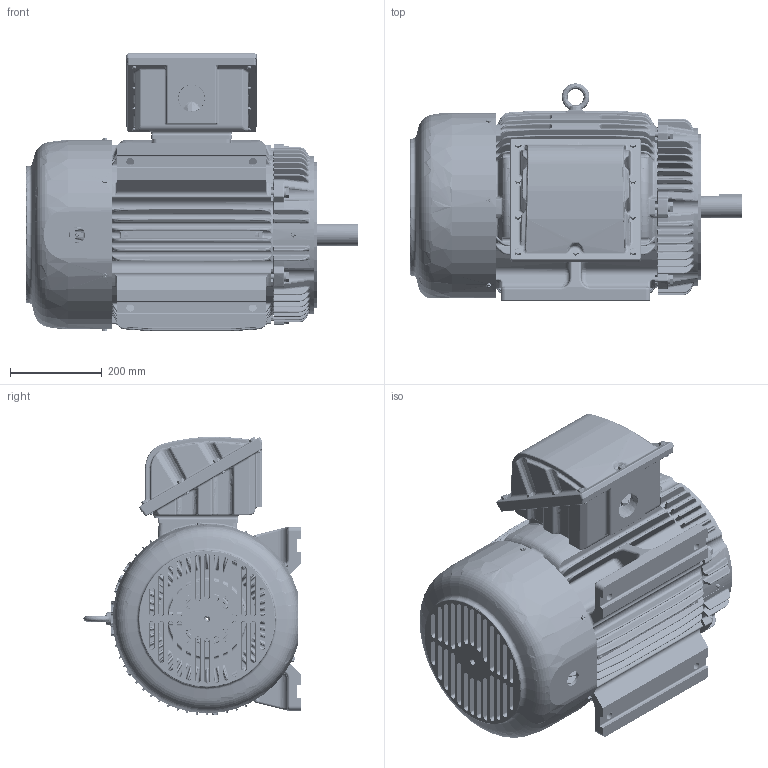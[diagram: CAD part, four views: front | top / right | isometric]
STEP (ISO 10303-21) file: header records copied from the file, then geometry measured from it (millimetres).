
FILE_DESCRIPTION(('CATIA V5 STEP Exchange'),'2;1');
FILE_NAME('31043A316--AEHHXF-324TSC.stp','2018-01-23T08:28:05+00:00',('none'),('none'),'Version 5-6 Release 2012','CATIA V5 STEP AP203','none');
FILE_SCHEMA(('CONFIG_CONTROL_DESIGN'));
Length unit declared in the file: millimetre
Products named in the file (1): 31043A316--AEHHXF-324TSC
Bounding box: 721.95 x 472.17 x 605.78 mm (x, y, z)
Volume: 26544431.9 mm3; surface area: 4236812.9 mm2
Topology: 5 solids, 52 shells, 11158 faces, 29068 edges, 17321 vertices
Faces by surface type: bspline 4341, cylinder 2475, plane 1699, torus 1037, cone 973, sphere 585, revolution 48
Entity records: 466177 total; most frequent: CARTESIAN_POINT 257687, ORIENTED_EDGE 56586, EDGE_CURVE 28293, DIRECTION 25149, VERTEX_POINT 17321, AXIS2_PLACEMENT_3D 12718, EDGE_LOOP 11470, ADVANCED_FACE 11158
